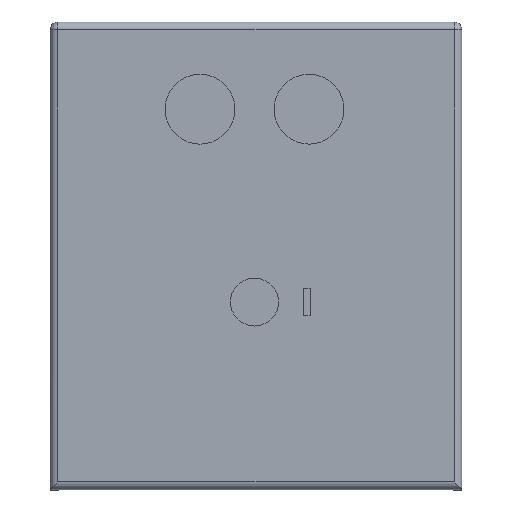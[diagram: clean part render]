
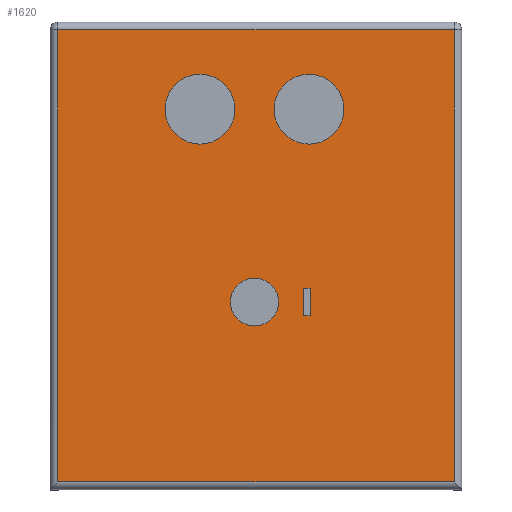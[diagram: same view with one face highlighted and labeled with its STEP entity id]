
A CAD part, top view. The second image highlights one B-rep face of the part: STEP entity #1620.
In plain terms, the highlighted planar face has unit normal (0, 0, 1).
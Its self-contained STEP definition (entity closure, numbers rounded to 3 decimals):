
#93=FACE_BOUND('',#363,.T.);
#94=FACE_BOUND('',#364,.T.);
#95=FACE_BOUND('',#365,.T.);
#96=FACE_BOUND('',#366,.T.);
#133=PLANE('',#1818);
#210=FACE_OUTER_BOUND('',#362,.T.);
#362=EDGE_LOOP('',(#1437,#1438,#1439,#1440));
#363=EDGE_LOOP('',(#1441,#1442,#1443,#1444));
#364=EDGE_LOOP('',(#1445));
#365=EDGE_LOOP('',(#1446));
#366=EDGE_LOOP('',(#1447));
#467=LINE('',#2662,#587);
#469=LINE('',#2680,#589);
#473=LINE('',#2689,#593);
#476=LINE('',#2697,#596);
#485=LINE('',#2714,#605);
#486=LINE('',#2716,#606);
#487=LINE('',#2718,#607);
#488=LINE('',#2719,#608);
#587=VECTOR('',#2209,10.);
#589=VECTOR('',#2231,10.);
#593=VECTOR('',#2241,10.);
#596=VECTOR('',#2250,10.);
#605=VECTOR('',#2267,10.);
#606=VECTOR('',#2268,10.);
#607=VECTOR('',#2269,10.);
#608=VECTOR('',#2270,10.);
#707=CIRCLE('',#1819,5.5);
#708=CIRCLE('',#1820,8.);
#709=CIRCLE('',#1821,8.);
#825=VERTEX_POINT('',#2659);
#826=VERTEX_POINT('',#2661);
#827=VERTEX_POINT('',#2665);
#830=VERTEX_POINT('',#2672);
#839=VERTEX_POINT('',#2712);
#840=VERTEX_POINT('',#2713);
#841=VERTEX_POINT('',#2715);
#842=VERTEX_POINT('',#2717);
#843=VERTEX_POINT('',#2720);
#844=VERTEX_POINT('',#2722);
#845=VERTEX_POINT('',#2724);
#1020=EDGE_CURVE('',#825,#826,#467,.T.);
#1029=EDGE_CURVE('',#830,#825,#469,.T.);
#1034=EDGE_CURVE('',#827,#830,#473,.T.);
#1038=EDGE_CURVE('',#826,#827,#476,.T.);
#1047=EDGE_CURVE('',#839,#840,#485,.T.);
#1048=EDGE_CURVE('',#840,#841,#486,.T.);
#1049=EDGE_CURVE('',#841,#842,#487,.T.);
#1050=EDGE_CURVE('',#842,#839,#488,.T.);
#1051=EDGE_CURVE('',#843,#843,#707,.T.);
#1052=EDGE_CURVE('',#844,#844,#708,.T.);
#1053=EDGE_CURVE('',#845,#845,#709,.T.);
#1437=ORIENTED_EDGE('',*,*,#1020,.F.);
#1438=ORIENTED_EDGE('',*,*,#1029,.F.);
#1439=ORIENTED_EDGE('',*,*,#1034,.F.);
#1440=ORIENTED_EDGE('',*,*,#1038,.F.);
#1441=ORIENTED_EDGE('',*,*,#1047,.T.);
#1442=ORIENTED_EDGE('',*,*,#1048,.T.);
#1443=ORIENTED_EDGE('',*,*,#1049,.T.);
#1444=ORIENTED_EDGE('',*,*,#1050,.T.);
#1445=ORIENTED_EDGE('',*,*,#1051,.T.);
#1446=ORIENTED_EDGE('',*,*,#1052,.T.);
#1447=ORIENTED_EDGE('',*,*,#1053,.T.);
#1620=ADVANCED_FACE('',(#210,#93,#94,#95,#96),#133,.T.);
#1818=AXIS2_PLACEMENT_3D('',#2711,#2265,#2266);
#1819=AXIS2_PLACEMENT_3D('',#2721,#2271,#2272);
#1820=AXIS2_PLACEMENT_3D('',#2723,#2273,#2274);
#1821=AXIS2_PLACEMENT_3D('',#2725,#2275,#2276);
#2209=DIRECTION('',(-1.,0.,0.));
#2231=DIRECTION('',(0.,-1.,0.));
#2241=DIRECTION('',(1.,0.,0.));
#2250=DIRECTION('',(0.,1.,0.));
#2265=DIRECTION('center_axis',(0.,0.,1.));
#2266=DIRECTION('ref_axis',(1.,0.,0.));
#2267=DIRECTION('',(0.,1.,0.));
#2268=DIRECTION('',(1.,0.,0.));
#2269=DIRECTION('',(0.,-1.,0.));
#2270=DIRECTION('',(-1.,0.,0.));
#2271=DIRECTION('center_axis',(0.,0.,-1.));
#2272=DIRECTION('ref_axis',(-1.,0.,0.));
#2273=DIRECTION('center_axis',(0.,0.,-1.));
#2274=DIRECTION('ref_axis',(-1.,0.,0.));
#2275=DIRECTION('center_axis',(0.,0.,-1.));
#2276=DIRECTION('ref_axis',(-1.,0.,0.));
#2659=CARTESIAN_POINT('',(45.4,-50.8,50.));
#2661=CARTESIAN_POINT('',(-45.4,-50.8,50.));
#2662=CARTESIAN_POINT('',(23.6,-50.8,50.));
#2665=CARTESIAN_POINT('',(-45.4,52.8,50.));
#2672=CARTESIAN_POINT('',(45.4,52.8,50.));
#2680=CARTESIAN_POINT('',(45.4,27.8,50.));
#2689=CARTESIAN_POINT('',(-23.6,52.8,50.));
#2697=CARTESIAN_POINT('',(-45.4,-25.8,50.));
#2711=CARTESIAN_POINT('Origin',(0.,1.,50.));
#2712=CARTESIAN_POINT('',(10.91,-12.725,50.));
#2713=CARTESIAN_POINT('',(10.91,-6.475,50.));
#2714=CARTESIAN_POINT('',(10.91,-5.863,50.));
#2715=CARTESIAN_POINT('',(12.41,-6.475,50.));
#2716=CARTESIAN_POINT('',(5.455,-6.475,50.));
#2717=CARTESIAN_POINT('',(12.41,-12.725,50.));
#2718=CARTESIAN_POINT('',(12.41,-2.738,50.));
#2719=CARTESIAN_POINT('',(6.205,-12.725,50.));
#2720=CARTESIAN_POINT('',(5.16,-9.6,50.));
#2721=CARTESIAN_POINT('Origin',(-0.34,-9.6,50.));
#2722=CARTESIAN_POINT('',(20.16,34.6,50.));
#2723=CARTESIAN_POINT('Origin',(12.16,34.6,50.));
#2724=CARTESIAN_POINT('',(-4.84,34.6,50.));
#2725=CARTESIAN_POINT('Origin',(-12.84,34.6,50.));
